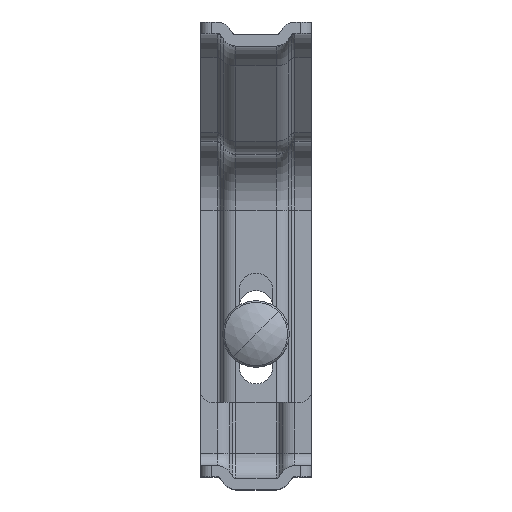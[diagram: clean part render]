
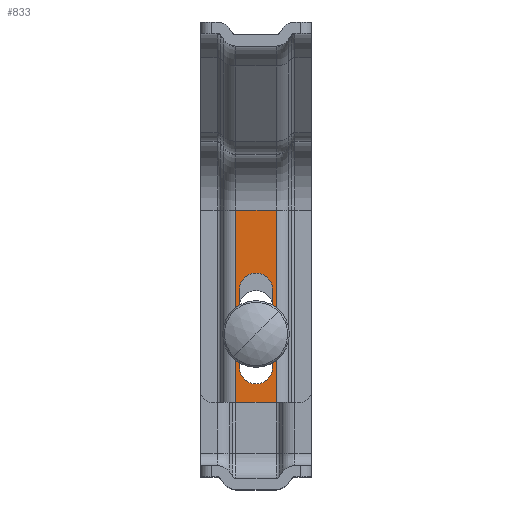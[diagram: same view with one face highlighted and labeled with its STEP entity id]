
A CAD part, top view. The second image highlights one B-rep face of the part: STEP entity #833.
In plain terms, the highlighted planar face has unit normal (0, 0, 1).
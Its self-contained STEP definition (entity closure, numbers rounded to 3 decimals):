
#833 = ADVANCED_FACE ( 'NONE', ( #5761, #5763 ), #9206, .F. ) ;
#3309 = EDGE_LOOP ( 'NONE', ( #3435, #3426, #3425, #3416 ) ) ;
#3315 = EDGE_LOOP ( 'NONE', ( #3410, #3403, #3404, #3405 ) ) ;
#3403 = ORIENTED_EDGE ( 'NONE', *, *, #7563, .F. ) ;
#3404 = ORIENTED_EDGE ( 'NONE', *, *, #7521, .F. ) ;
#3405 = ORIENTED_EDGE ( 'NONE', *, *, #7564, .F. ) ;
#3410 = ORIENTED_EDGE ( 'NONE', *, *, #7550, .F. ) ;
#3416 = ORIENTED_EDGE ( 'NONE', *, *, #7522, .T. ) ;
#3425 = ORIENTED_EDGE ( 'NONE', *, *, #7567, .T. ) ;
#3426 = ORIENTED_EDGE ( 'NONE', *, *, #7566, .T. ) ;
#3435 = ORIENTED_EDGE ( 'NONE', *, *, #7565, .F. ) ;
#3496 = CARTESIAN_POINT ( 'NONE',  ( -45.961, -26.449, -117.75 ) ) ;
#3501 = CARTESIAN_POINT ( 'NONE',  ( -45.961, -5.449, -117.75 ) ) ;
#3508 = CARTESIAN_POINT ( 'NONE',  ( -54.961, -5.449, -117.75 ) ) ;
#3526 = CARTESIAN_POINT ( 'NONE',  ( -45.02, -35.949, -117.75 ) ) ;
#3531 = CARTESIAN_POINT ( 'NONE',  ( -54.961, -26.449, -117.75 ) ) ;
#5761 = FACE_BOUND ( 'NONE', #3315, .T. ) ;
#5763 = FACE_OUTER_BOUND ( 'NONE', #3309, .T. ) ;
#6287 = CARTESIAN_POINT ( 'NONE',  ( -54.961, -5.449, -117.75 ) ) ;
#6288 = DIRECTION ( 'NONE',  ( 0., -1., 0. ) ) ;
#6320 = CARTESIAN_POINT ( 'NONE',  ( -57.961, 16.051, -117.75 ) ) ;
#6321 = DIRECTION ( 'NONE',  ( 1., 0., 0. ) ) ;
#6322 = CARTESIAN_POINT ( 'NONE',  ( -50.461, -5.449, -117.75 ) ) ;
#6323 = DIRECTION ( 'NONE',  ( 0., 0., 1. ) ) ;
#6324 = DIRECTION ( 'NONE',  ( 1., 0., 0. ) ) ;
#6326 = CARTESIAN_POINT ( 'NONE',  ( -50.461, -26.449, -117.75 ) ) ;
#6327 = DIRECTION ( 'NONE',  ( 0., 0., 1. ) ) ;
#6328 = DIRECTION ( 'NONE',  ( 1., 0., 0. ) ) ;
#6329 = CARTESIAN_POINT ( 'NONE',  ( -55.903, 16.051, -117.75 ) ) ;
#6330 = DIRECTION ( 'NONE',  ( 0., -1., 0. ) ) ;
#6331 = CARTESIAN_POINT ( 'NONE',  ( -57.961, -35.949, -117.75 ) ) ;
#6332 = DIRECTION ( 'NONE',  ( 1., 0., 0. ) ) ;
#7254 = CARTESIAN_POINT ( 'NONE',  ( -55.903, 16.051, -117.75 ) ) ;
#7270 = CARTESIAN_POINT ( 'NONE',  ( -55.903, -35.949, -117.75 ) ) ;
#7272 = CARTESIAN_POINT ( 'NONE',  ( -45.02, 16.051, -117.75 ) ) ;
#7521 = EDGE_CURVE ( 'NONE', #9596, #9602, #9103, .T. ) ;
#7522 = EDGE_CURVE ( 'NONE', #9655, #9463, #9104, .T. ) ;
#7550 = EDGE_CURVE ( 'NONE', #9629, #9688, #9154, .T. ) ;
#7563 = EDGE_CURVE ( 'NONE', #9602, #9629, #9174, .T. ) ;
#7564 = EDGE_CURVE ( 'NONE', #9688, #9596, #9175, .T. ) ;
#7565 = EDGE_CURVE ( 'NONE', #9436, #9463, #9176, .T. ) ;
#7566 = EDGE_CURVE ( 'NONE', #9436, #9460, #9177, .T. ) ;
#7567 = EDGE_CURVE ( 'NONE', #9460, #9655, #9179, .T. ) ;
#7642 = AXIS2_PLACEMENT_3D ( 'NONE', #9209, #9204, #9203 ) ;
#9103 = LINE ( 'NONE', #11554, #9105 ) ;
#9104 = LINE ( 'NONE', #11559, #9107 ) ;
#9105 = VECTOR ( 'NONE', #11550, 1000. ) ;
#9107 = VECTOR ( 'NONE', #11561, 1000. ) ;
#9154 = LINE ( 'NONE', #6287, #9157 ) ;
#9157 = VECTOR ( 'NONE', #6288, 1000. ) ;
#9174 = CIRCLE ( 'NONE', #12237, 4.5 ) ;
#9175 = CIRCLE ( 'NONE', #12238, 4.5 ) ;
#9176 = LINE ( 'NONE', #6320, #9178 ) ;
#9177 = LINE ( 'NONE', #6329, #9180 ) ;
#9178 = VECTOR ( 'NONE', #6321, 1000. ) ;
#9179 = LINE ( 'NONE', #6331, #9182 ) ;
#9180 = VECTOR ( 'NONE', #6330, 1000. ) ;
#9182 = VECTOR ( 'NONE', #6332, 1000. ) ;
#9203 = DIRECTION ( 'NONE',  ( -1., 0., 0. ) ) ;
#9204 = DIRECTION ( 'NONE',  ( 0., 0., -1. ) ) ;
#9206 = PLANE ( 'NONE',  #7642 ) ;
#9209 = CARTESIAN_POINT ( 'NONE',  ( -57.961, 16.051, -117.75 ) ) ;
#9436 = VERTEX_POINT ( 'NONE', #7254 ) ;
#9460 = VERTEX_POINT ( 'NONE', #7270 ) ;
#9463 = VERTEX_POINT ( 'NONE', #7272 ) ;
#9596 = VERTEX_POINT ( 'NONE', #3496 ) ;
#9602 = VERTEX_POINT ( 'NONE', #3501 ) ;
#9629 = VERTEX_POINT ( 'NONE', #3508 ) ;
#9655 = VERTEX_POINT ( 'NONE', #3526 ) ;
#9688 = VERTEX_POINT ( 'NONE', #3531 ) ;
#11550 = DIRECTION ( 'NONE',  ( 0., 1., 0. ) ) ;
#11554 = CARTESIAN_POINT ( 'NONE',  ( -45.961, -5.449, -117.75 ) ) ;
#11559 = CARTESIAN_POINT ( 'NONE',  ( -45.02, 16.051, -117.75 ) ) ;
#11561 = DIRECTION ( 'NONE',  ( 0., 1., 0. ) ) ;
#12237 = AXIS2_PLACEMENT_3D ( 'NONE', #6322, #6323, #6324 ) ;
#12238 = AXIS2_PLACEMENT_3D ( 'NONE', #6326, #6327, #6328 ) ;
